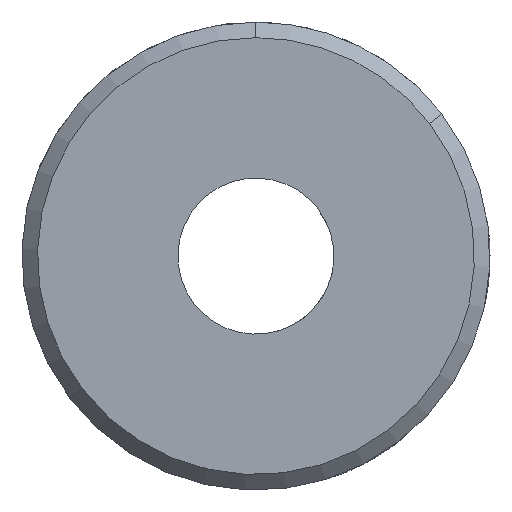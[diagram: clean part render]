
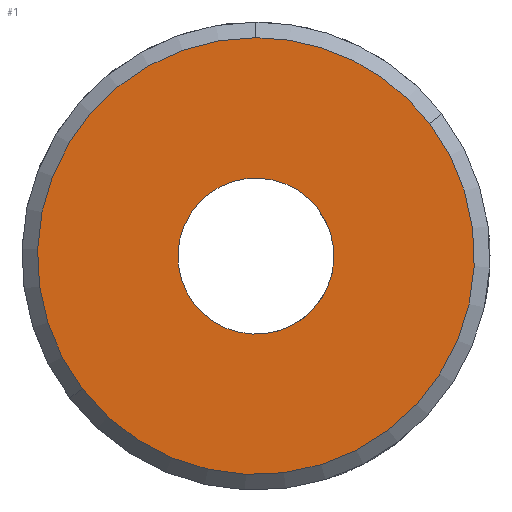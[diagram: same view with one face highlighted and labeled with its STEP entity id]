
A CAD part, left-side view. The second image highlights one B-rep face of the part: STEP entity #1.
In plain terms, the highlighted planar face has unit normal (-1, 0, 0).
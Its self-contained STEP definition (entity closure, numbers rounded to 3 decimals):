
#1 = ADVANCED_FACE ( 'NONE', ( #404, #1542 ), #941, .T. ) ;
#20 = CARTESIAN_POINT ( 'NONE',  ( 64.692, -131.471, -121.338 ) ) ;
#106 = EDGE_CURVE ( 'NONE', #1901, #898, #616, .T. ) ;
#124 = CARTESIAN_POINT ( 'NONE',  ( 64.692, -133.458, -119.821 ) ) ;
#146 = AXIS2_PLACEMENT_3D ( 'NONE', #749, #1804, #899 ) ;
#165 = DIRECTION ( 'NONE',  ( 0., -0.795, 0.607 ) ) ;
#255 = VERTEX_POINT ( 'NONE', #1694 ) ;
#273 = EDGE_LOOP ( 'NONE', ( #928, #1841 ) ) ;
#300 = ORIENTED_EDGE ( 'NONE', *, *, #1302, .F. ) ;
#337 = DIRECTION ( 'NONE',  ( 1., 0., 0. ) ) ;
#353 = EDGE_CURVE ( 'NONE', #1105, #605, #637, .T. ) ;
#395 = EDGE_CURVE ( 'NONE', #898, #1901, #1341, .T. ) ;
#404 = FACE_OUTER_BOUND ( 'NONE', #1369, .T. ) ;
#420 = ORIENTED_EDGE ( 'NONE', *, *, #353, .F. ) ;
#592 = ORIENTED_EDGE ( 'NONE', *, *, #1715, .F. ) ;
#605 = VERTEX_POINT ( 'NONE', #1165 ) ;
#616 = CIRCLE ( 'NONE', #1218, 2.5 ) ;
#637 = CIRCLE ( 'NONE', #1081, 7. ) ;
#648 = DIRECTION ( 'NONE',  ( -1., 0., 0. ) ) ;
#749 = CARTESIAN_POINT ( 'NONE',  ( 64.692, -131.471, -121.338 ) ) ;
#779 = AXIS2_PLACEMENT_3D ( 'NONE', #953, #1383, #1857 ) ;
#837 = AXIS2_PLACEMENT_3D ( 'NONE', #20, #1072, #165 ) ;
#895 = DIRECTION ( 'NONE',  ( -1., 0., 0. ) ) ;
#898 = VERTEX_POINT ( 'NONE', #124 ) ;
#899 = DIRECTION ( 'NONE',  ( 0., 0.795, -0.607 ) ) ;
#928 = ORIENTED_EDGE ( 'NONE', *, *, #395, .F. ) ;
#941 = PLANE ( 'NONE',  #779 ) ;
#953 = CARTESIAN_POINT ( 'NONE',  ( 64.692, -131.471, -121.338 ) ) ;
#1072 = DIRECTION ( 'NONE',  ( 1., 0., 0. ) ) ;
#1073 = CIRCLE ( 'NONE', #837, 7. ) ;
#1081 = AXIS2_PLACEMENT_3D ( 'NONE', #1239, #337, #1397 ) ;
#1105 = VERTEX_POINT ( 'NONE', #1582 ) ;
#1165 = CARTESIAN_POINT ( 'NONE',  ( 64.692, -137.036, -117.092 ) ) ;
#1192 = CIRCLE ( 'NONE', #146, 7. ) ;
#1218 = AXIS2_PLACEMENT_3D ( 'NONE', #1799, #895, #1961 ) ;
#1239 = CARTESIAN_POINT ( 'NONE',  ( 64.692, -131.471, -121.338 ) ) ;
#1302 = EDGE_CURVE ( 'NONE', #605, #255, #1073, .T. ) ;
#1341 = CIRCLE ( 'NONE', #1384, 2.5 ) ;
#1369 = EDGE_LOOP ( 'NONE', ( #592, #300, #420 ) ) ;
#1383 = DIRECTION ( 'NONE',  ( -1., 0., 0. ) ) ;
#1384 = AXIS2_PLACEMENT_3D ( 'NONE', #1562, #648, #1714 ) ;
#1397 = DIRECTION ( 'NONE',  ( 0., 0.795, -0.607 ) ) ;
#1542 = FACE_BOUND ( 'NONE', #273, .T. ) ;
#1562 = CARTESIAN_POINT ( 'NONE',  ( 64.692, -131.471, -121.338 ) ) ;
#1582 = CARTESIAN_POINT ( 'NONE',  ( 64.692, -131.471, -114.338 ) ) ;
#1694 = CARTESIAN_POINT ( 'NONE',  ( 64.692, -125.905, -125.584 ) ) ;
#1714 = DIRECTION ( 'NONE',  ( 0., -0.795, 0.607 ) ) ;
#1715 = EDGE_CURVE ( 'NONE', #255, #1105, #1192, .T. ) ;
#1733 = CARTESIAN_POINT ( 'NONE',  ( 64.692, -129.483, -122.854 ) ) ;
#1799 = CARTESIAN_POINT ( 'NONE',  ( 64.692, -131.471, -121.338 ) ) ;
#1804 = DIRECTION ( 'NONE',  ( 1., 0., 0. ) ) ;
#1841 = ORIENTED_EDGE ( 'NONE', *, *, #106, .F. ) ;
#1857 = DIRECTION ( 'NONE',  ( 0., 0.795, -0.607 ) ) ;
#1901 = VERTEX_POINT ( 'NONE', #1733 ) ;
#1961 = DIRECTION ( 'NONE',  ( 0., 0.795, -0.607 ) ) ;
